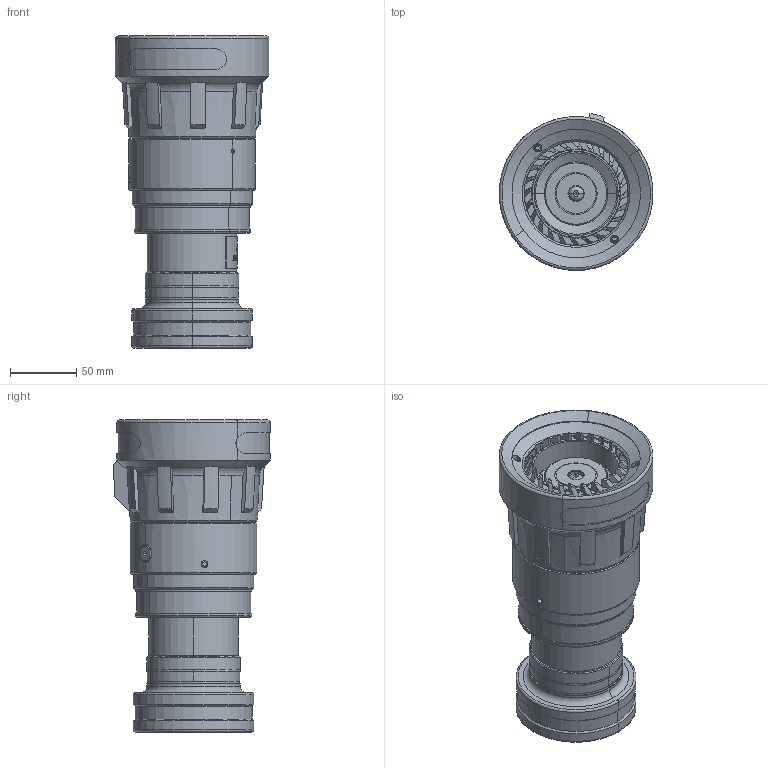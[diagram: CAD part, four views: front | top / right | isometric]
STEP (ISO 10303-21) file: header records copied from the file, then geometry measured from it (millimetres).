
FILE_DESCRIPTION((''),'2;1');
FILE_NAME('D43810_SW0002','2013-02-07T',('cleon'),(''),'PRO/ENGINEER BY PARAMETRIC TECHNOLOGY CORPORATION, 2011180','PRO/ENGINEER BY PARAMETRIC TECHNOLOGY CORPORATION, 2011180','');
FILE_SCHEMA(('CONFIG_CONTROL_DESIGN'));
Length unit declared in the file: inch
Products named in the file (1): D43810_SW0002
Bounding box: 115.62 x 118.23 x 234.96 mm (x, y, z)
Surface area: 204752.5 mm2 (no closed solid volume)
Topology: 0 solids, 52 shells, 588 faces, 1986 edges, 1436 vertices
Faces by surface type: plane 246, cylinder 168, cone 82, torus 65, bspline 25, sphere 2
Entity records: 27527 total; most frequent: CARTESIAN_POINT 11158, DIRECTION 3272, ORIENTED_EDGE 3130, EDGE_CURVE 1986, VERTEX_POINT 1436, AXIS2_PLACEMENT_3D 1249, VECTOR 774, LINE 774
